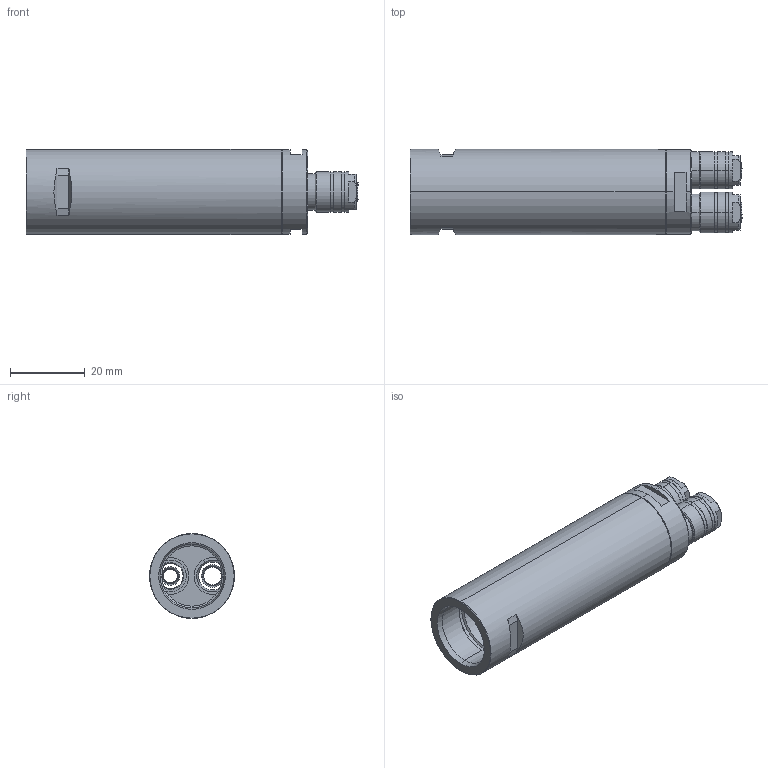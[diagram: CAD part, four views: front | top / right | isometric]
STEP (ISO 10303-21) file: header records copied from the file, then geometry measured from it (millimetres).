
FILE_DESCRIPTION (( 'STEP AP203' ), '1' );
FILE_NAME ('AM-310(R).STEP', '2018-05-10T02:23:18', ( '' ), ( '' ), 'SwSTEP 2.0', 'SolidWorks 2013', '' );
FILE_SCHEMA (( 'CONFIG_CONTROL_DESIGN' ));
Length unit declared in the file: millimetre
Products named in the file (1): AM-310(R)
Bounding box: 89 x 22.8 x 22.8 mm (x, y, z)
Surface area: 8509.3 mm2 (no closed solid volume)
Topology: 0 solids, 9 shells, 146 faces, 346 edges, 220 vertices
Faces by surface type: plane 58, cylinder 46, cone 38, bspline 4
Entity records: 5248 total; most frequent: CARTESIAN_POINT 1794, DIRECTION 744, ORIENTED_EDGE 654, EDGE_CURVE 346, AXIS2_PLACEMENT_3D 299, VERTEX_POINT 220, EDGE_LOOP 167, CIRCLE 156
